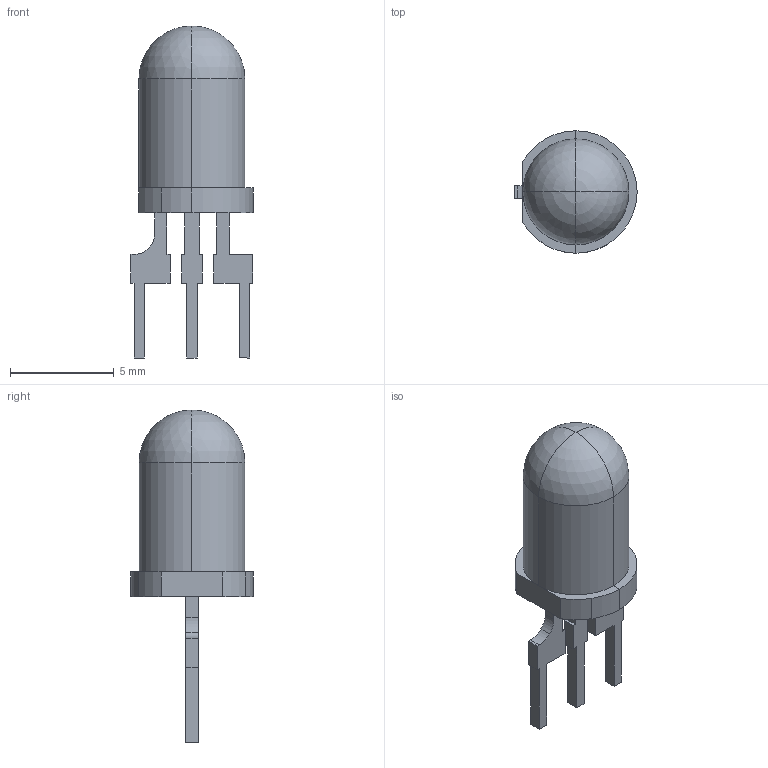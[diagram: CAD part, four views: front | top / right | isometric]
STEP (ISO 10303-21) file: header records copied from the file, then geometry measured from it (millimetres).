
FILE_DESCRIPTION((''),'2;1');
FILE_NAME('LED_OSRAM_LU5351-JM-1.stp','2009-12-17T11:26:48',(''),(''),'Mechanical Desktop 2006','Mechanical Desktop 2006',', , ');
FILE_SCHEMA(('AUTOMOTIVE_DESIGN { 1 2 10303 214 0 1 1 1 }'));
Length unit declared in the file: millimetre
Products named in the file (1): Product
Bounding box: 5.89 x 5.9 x 16 mm (x, y, z)
Volume: 183.5 mm3; surface area: 412.4 mm2
Topology: 9 solids, 9 shells, 75 faces, 175 edges, 114 vertices
Faces by surface type: plane 59, cylinder 12, sphere 4
Entity records: 2150 total; most frequent: CARTESIAN_POINT 361, DIRECTION 357, ORIENTED_EDGE 342, EDGE_CURVE 171, VECTOR 137, LINE 137, VERTEX_POINT 114, AXIS2_PLACEMENT_3D 110
